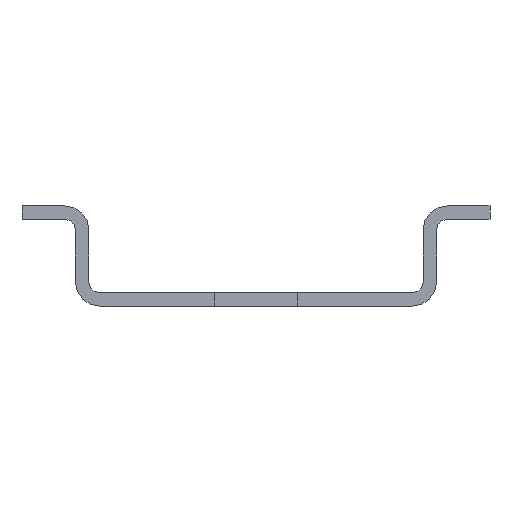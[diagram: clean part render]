
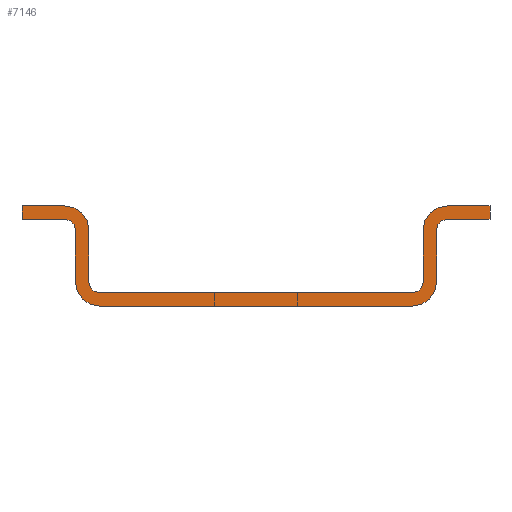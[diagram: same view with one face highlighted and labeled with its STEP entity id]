
A CAD part, front view. The second image highlights one B-rep face of the part: STEP entity #7146.
In plain terms, the highlighted planar face has unit normal (0, -1, 0).
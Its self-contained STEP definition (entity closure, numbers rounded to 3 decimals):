
#348=PLANE('',#7847);
#690=FACE_OUTER_BOUND('',#1192,.T.);
#1192=EDGE_LOOP('',(#6617,#6618,#6619,#6620,#6621,#6622,#6623,#6624,#6625,
#6626,#6627,#6628,#6629,#6630,#6631,#6632,#6633,#6634,#6635,#6636));
#1833=LINE('',#11814,#2517);
#1837=LINE('',#11822,#2521);
#1841=LINE('',#11834,#2525);
#1845=LINE('',#11846,#2529);
#1849=LINE('',#11858,#2533);
#1853=LINE('',#11870,#2537);
#1856=LINE('',#11876,#2540);
#1859=LINE('',#11882,#2543);
#1863=LINE('',#11894,#2547);
#1867=LINE('',#11906,#2551);
#1871=LINE('',#11918,#2555);
#1875=LINE('',#11929,#2559);
#2517=VECTOR('',#9772,10.);
#2521=VECTOR('',#9778,10.);
#2525=VECTOR('',#9790,10.);
#2529=VECTOR('',#9802,10.);
#2533=VECTOR('',#9814,10.);
#2537=VECTOR('',#9826,10.);
#2540=VECTOR('',#9831,10.);
#2543=VECTOR('',#9836,10.);
#2547=VECTOR('',#9848,10.);
#2551=VECTOR('',#9860,10.);
#2555=VECTOR('',#9872,10.);
#2559=VECTOR('',#9884,10.);
#2881=CIRCLE('',#7813,1.8);
#2883=CIRCLE('',#7817,0.8);
#2885=CIRCLE('',#7821,0.8);
#2887=CIRCLE('',#7825,1.8);
#2889=CIRCLE('',#7831,0.8);
#2891=CIRCLE('',#7835,1.8);
#2893=CIRCLE('',#7839,1.8);
#2895=CIRCLE('',#7843,0.8);
#3537=VERTEX_POINT('',#11812);
#3538=VERTEX_POINT('',#11813);
#3541=VERTEX_POINT('',#11821);
#3543=VERTEX_POINT('',#11827);
#3545=VERTEX_POINT('',#11833);
#3547=VERTEX_POINT('',#11839);
#3549=VERTEX_POINT('',#11845);
#3551=VERTEX_POINT('',#11851);
#3553=VERTEX_POINT('',#11857);
#3555=VERTEX_POINT('',#11863);
#3557=VERTEX_POINT('',#11869);
#3559=VERTEX_POINT('',#11875);
#3561=VERTEX_POINT('',#11881);
#3563=VERTEX_POINT('',#11887);
#3565=VERTEX_POINT('',#11893);
#3567=VERTEX_POINT('',#11899);
#3569=VERTEX_POINT('',#11905);
#3571=VERTEX_POINT('',#11911);
#3573=VERTEX_POINT('',#11917);
#3575=VERTEX_POINT('',#11923);
#4537=EDGE_CURVE('',#3537,#3538,#1833,.T.);
#4541=EDGE_CURVE('',#3541,#3537,#1837,.T.);
#4544=EDGE_CURVE('',#3543,#3541,#2881,.T.);
#4547=EDGE_CURVE('',#3545,#3543,#1841,.T.);
#4550=EDGE_CURVE('',#3547,#3545,#2883,.T.);
#4553=EDGE_CURVE('',#3549,#3547,#1845,.T.);
#4556=EDGE_CURVE('',#3551,#3549,#2885,.T.);
#4559=EDGE_CURVE('',#3553,#3551,#1849,.T.);
#4562=EDGE_CURVE('',#3555,#3553,#2887,.T.);
#4565=EDGE_CURVE('',#3557,#3555,#1853,.T.);
#4568=EDGE_CURVE('',#3559,#3557,#1856,.T.);
#4571=EDGE_CURVE('',#3561,#3559,#1859,.T.);
#4574=EDGE_CURVE('',#3563,#3561,#2889,.T.);
#4577=EDGE_CURVE('',#3565,#3563,#1863,.T.);
#4580=EDGE_CURVE('',#3567,#3565,#2891,.T.);
#4583=EDGE_CURVE('',#3569,#3567,#1867,.T.);
#4586=EDGE_CURVE('',#3571,#3569,#2893,.T.);
#4589=EDGE_CURVE('',#3573,#3571,#1871,.T.);
#4592=EDGE_CURVE('',#3575,#3573,#2895,.T.);
#4595=EDGE_CURVE('',#3538,#3575,#1875,.T.);
#6617=ORIENTED_EDGE('',*,*,#4595,.F.);
#6618=ORIENTED_EDGE('',*,*,#4537,.F.);
#6619=ORIENTED_EDGE('',*,*,#4541,.F.);
#6620=ORIENTED_EDGE('',*,*,#4544,.F.);
#6621=ORIENTED_EDGE('',*,*,#4547,.F.);
#6622=ORIENTED_EDGE('',*,*,#4550,.F.);
#6623=ORIENTED_EDGE('',*,*,#4553,.F.);
#6624=ORIENTED_EDGE('',*,*,#4556,.F.);
#6625=ORIENTED_EDGE('',*,*,#4559,.F.);
#6626=ORIENTED_EDGE('',*,*,#4562,.F.);
#6627=ORIENTED_EDGE('',*,*,#4565,.F.);
#6628=ORIENTED_EDGE('',*,*,#4568,.F.);
#6629=ORIENTED_EDGE('',*,*,#4571,.F.);
#6630=ORIENTED_EDGE('',*,*,#4574,.F.);
#6631=ORIENTED_EDGE('',*,*,#4577,.F.);
#6632=ORIENTED_EDGE('',*,*,#4580,.F.);
#6633=ORIENTED_EDGE('',*,*,#4583,.F.);
#6634=ORIENTED_EDGE('',*,*,#4586,.F.);
#6635=ORIENTED_EDGE('',*,*,#4589,.F.);
#6636=ORIENTED_EDGE('',*,*,#4592,.F.);
#7146=ADVANCED_FACE('',(#690),#348,.F.);
#7813=AXIS2_PLACEMENT_3D('',#11828,#9783,#9784);
#7817=AXIS2_PLACEMENT_3D('',#11840,#9795,#9796);
#7821=AXIS2_PLACEMENT_3D('',#11852,#9807,#9808);
#7825=AXIS2_PLACEMENT_3D('',#11864,#9819,#9820);
#7831=AXIS2_PLACEMENT_3D('',#11888,#9841,#9842);
#7835=AXIS2_PLACEMENT_3D('',#11900,#9853,#9854);
#7839=AXIS2_PLACEMENT_3D('',#11912,#9865,#9866);
#7843=AXIS2_PLACEMENT_3D('',#11924,#9877,#9878);
#7847=AXIS2_PLACEMENT_3D('',#11932,#9888,#9889);
#9772=DIRECTION('',(0.,0.,-1.));
#9778=DIRECTION('',(1.,0.,0.));
#9783=DIRECTION('center_axis',(0.,1.,0.));
#9784=DIRECTION('ref_axis',(-1.,0.,0.));
#9790=DIRECTION('',(0.,0.,1.));
#9795=DIRECTION('center_axis',(0.,-1.,0.));
#9796=DIRECTION('ref_axis',(-1.,0.,0.));
#9802=DIRECTION('',(1.,0.,0.));
#9807=DIRECTION('center_axis',(0.,-1.,0.));
#9808=DIRECTION('ref_axis',(0.,0.,1.));
#9814=DIRECTION('',(0.,0.,-1.));
#9819=DIRECTION('center_axis',(0.,1.,0.));
#9820=DIRECTION('ref_axis',(0.,0.,1.));
#9826=DIRECTION('',(1.,0.,0.));
#9831=DIRECTION('',(0.,0.,1.));
#9836=DIRECTION('',(-1.,0.,0.));
#9841=DIRECTION('center_axis',(0.,-1.,0.));
#9842=DIRECTION('ref_axis',(0.,0.,-1.));
#9848=DIRECTION('',(0.,0.,1.));
#9853=DIRECTION('center_axis',(0.,1.,0.));
#9854=DIRECTION('ref_axis',(0.,0.,-1.));
#9860=DIRECTION('',(-1.,0.,0.));
#9865=DIRECTION('center_axis',(0.,1.,0.));
#9866=DIRECTION('ref_axis',(1.,0.,0.));
#9872=DIRECTION('',(0.,0.,-1.));
#9877=DIRECTION('center_axis',(0.,-1.,0.));
#9878=DIRECTION('ref_axis',(1.,0.,0.));
#9884=DIRECTION('',(-1.,0.,0.));
#9888=DIRECTION('center_axis',(0.,1.,0.));
#9889=DIRECTION('ref_axis',(0.,0.,1.));
#11812=CARTESIAN_POINT('',(17.5,0.,7.5));
#11813=CARTESIAN_POINT('',(17.5,0.,6.5));
#11814=CARTESIAN_POINT('',(17.5,0.,7.5));
#11821=CARTESIAN_POINT('',(14.3,0.,7.5));
#11822=CARTESIAN_POINT('',(14.3,0.,7.5));
#11827=CARTESIAN_POINT('',(12.5,0.,5.7));
#11828=CARTESIAN_POINT('Origin',(14.3,0.,5.7));
#11833=CARTESIAN_POINT('',(12.5,0.,1.8));
#11834=CARTESIAN_POINT('',(12.5,0.,1.8));
#11839=CARTESIAN_POINT('',(11.7,0.,1.));
#11840=CARTESIAN_POINT('Origin',(11.7,0.,1.8));
#11845=CARTESIAN_POINT('',(-11.7,0.,1.));
#11846=CARTESIAN_POINT('',(-11.7,0.,1.));
#11851=CARTESIAN_POINT('',(-12.5,0.,1.8));
#11852=CARTESIAN_POINT('Origin',(-11.7,0.,1.8));
#11857=CARTESIAN_POINT('',(-12.5,0.,5.7));
#11858=CARTESIAN_POINT('',(-12.5,0.,5.7));
#11863=CARTESIAN_POINT('',(-14.3,0.,7.5));
#11864=CARTESIAN_POINT('Origin',(-14.3,0.,5.7));
#11869=CARTESIAN_POINT('',(-17.5,0.,7.5));
#11870=CARTESIAN_POINT('',(-17.5,0.,7.5));
#11875=CARTESIAN_POINT('',(-17.5,0.,6.5));
#11876=CARTESIAN_POINT('',(-17.5,0.,6.5));
#11881=CARTESIAN_POINT('',(-14.3,0.,6.5));
#11882=CARTESIAN_POINT('',(-14.3,0.,6.5));
#11887=CARTESIAN_POINT('',(-13.5,0.,5.7));
#11888=CARTESIAN_POINT('Origin',(-14.3,0.,5.7));
#11893=CARTESIAN_POINT('',(-13.5,0.,1.8));
#11894=CARTESIAN_POINT('',(-13.5,0.,1.8));
#11899=CARTESIAN_POINT('',(-11.7,0.,0.));
#11900=CARTESIAN_POINT('Origin',(-11.7,0.,1.8));
#11905=CARTESIAN_POINT('',(11.7,0.,0.));
#11906=CARTESIAN_POINT('',(11.7,0.,0.));
#11911=CARTESIAN_POINT('',(13.5,0.,1.8));
#11912=CARTESIAN_POINT('Origin',(11.7,0.,1.8));
#11917=CARTESIAN_POINT('',(13.5,0.,5.7));
#11918=CARTESIAN_POINT('',(13.5,0.,5.7));
#11923=CARTESIAN_POINT('',(14.3,0.,6.5));
#11924=CARTESIAN_POINT('Origin',(14.3,0.,5.7));
#11929=CARTESIAN_POINT('',(17.5,0.,6.5));
#11932=CARTESIAN_POINT('Origin',(0.,0.,2.587));
